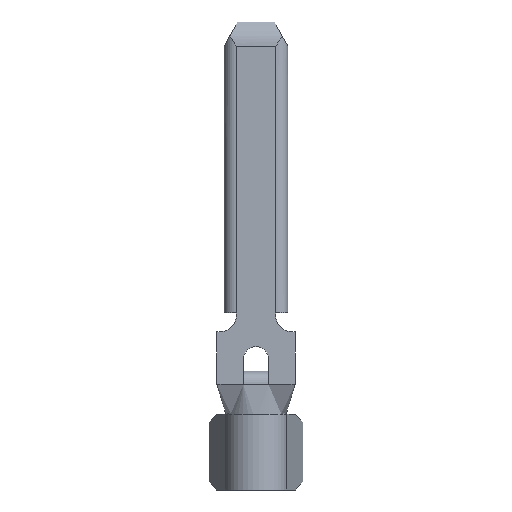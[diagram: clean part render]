
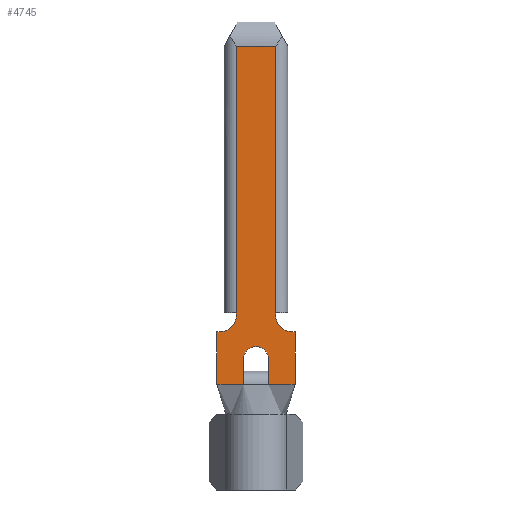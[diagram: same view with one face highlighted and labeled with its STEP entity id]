
A CAD part, front view. The second image highlights one B-rep face of the part: STEP entity #4745.
In plain terms, the highlighted planar face has unit normal (0, -1, 0).
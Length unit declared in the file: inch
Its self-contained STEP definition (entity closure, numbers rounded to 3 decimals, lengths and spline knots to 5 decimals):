
#4 = EDGE_CURVE ( 'NONE', #1588, #3945, #4357, .T. ) ;
#39 = CARTESIAN_POINT ( 'NONE',  ( 0.09625, -0.078, 0.26 ) ) ;
#67 = CARTESIAN_POINT ( 'NONE',  ( -0.0885, -0.078, 0.39 ) ) ;
#74 = ORIENTED_EDGE ( 'NONE', *, *, #4599, .F. ) ;
#93 = CARTESIAN_POINT ( 'NONE',  ( 0.031, -0.078, 0.293 ) ) ;
#119 = FACE_OUTER_BOUND ( 'NONE', #4247, .T. ) ;
#120 = CARTESIAN_POINT ( 'NONE',  ( -0.0485, -0.078, 0.437 ) ) ;
#126 = EDGE_CURVE ( 'NONE', #3111, #127, #3127, .T. ) ;
#127 = VERTEX_POINT ( 'NONE', #120 ) ;
#143 = CARTESIAN_POINT ( 'NONE',  ( 0.09625, -0.078, 0.39 ) ) ;
#161 = VECTOR ( 'NONE', #464, 39.37008 ) ;
#177 = PLANE ( 'NONE',  #1690 ) ;
#215 = VECTOR ( 'NONE', #4603, 39.37008 ) ;
#243 = DIRECTION ( 'NONE',  ( -1., 0., 0. ) ) ;
#309 = ORIENTED_EDGE ( 'NONE', *, *, #1964, .F. ) ;
#342 = VECTOR ( 'NONE', #243, 39.37008 ) ;
#403 = CIRCLE ( 'NONE', #3074, 0.04 ) ;
#464 = DIRECTION ( 'NONE',  ( 0., 0., -1. ) ) ;
#466 = CARTESIAN_POINT ( 'NONE',  ( -0.0485, -0.078, 0.437 ) ) ;
#468 = CARTESIAN_POINT ( 'NONE',  ( -0.09625, -0.078, 0.26 ) ) ;
#476 = ORIENTED_EDGE ( 'NONE', *, *, #1994, .F. ) ;
#479 = CARTESIAN_POINT ( 'NONE',  ( 0.031, -0.078, 0.26 ) ) ;
#499 = CARTESIAN_POINT ( 'NONE',  ( -0.031, -0.078, 0.322 ) ) ;
#596 = VERTEX_POINT ( 'NONE', #3984 ) ;
#599 = ORIENTED_EDGE ( 'NONE', *, *, #3660, .T. ) ;
#626 = EDGE_CURVE ( 'NONE', #966, #1862, #1954, .T. ) ;
#642 = LINE ( 'NONE', #2706, #4644 ) ;
#724 = ORIENTED_EDGE ( 'NONE', *, *, #2433, .T. ) ;
#730 = VERTEX_POINT ( 'NONE', #143 ) ;
#845 = DIRECTION ( 'NONE',  ( 0., 0., 1. ) ) ;
#855 = LINE ( 'NONE', #4163, #4757 ) ;
#866 = VECTOR ( 'NONE', #1238, 39.37008 ) ;
#930 = CARTESIAN_POINT ( 'NONE',  ( 0., -0.078, 0.353 ) ) ;
#952 = EDGE_CURVE ( 'NONE', #1424, #1615, #642, .T. ) ;
#966 = VERTEX_POINT ( 'NONE', #67 ) ;
#974 = CARTESIAN_POINT ( 'NONE',  ( 0.09625, -0.078, 0.39 ) ) ;
#1035 = EDGE_CURVE ( 'NONE', #966, #3111, #403, .T. ) ;
#1112 = LINE ( 'NONE', #2107, #4881 ) ;
#1138 = AXIS2_PLACEMENT_3D ( 'NONE', #3567, #1317, #3954 ) ;
#1140 = CARTESIAN_POINT ( 'NONE',  ( 0.0485, -0.078, 0.43 ) ) ;
#1198 = ORIENTED_EDGE ( 'NONE', *, *, #1035, .F. ) ;
#1229 = CIRCLE ( 'NONE', #1138, 0.031 ) ;
#1238 = DIRECTION ( 'NONE',  ( 0., 0., 1. ) ) ;
#1317 = DIRECTION ( 'NONE',  ( 0., 1., 0. ) ) ;
#1337 = LINE ( 'NONE', #4623, #3219 ) ;
#1341 = LINE ( 'NONE', #466, #215 ) ;
#1424 = VERTEX_POINT ( 'NONE', #3674 ) ;
#1482 = CIRCLE ( 'NONE', #2802, 0.031 ) ;
#1588 = VERTEX_POINT ( 'NONE', #1140 ) ;
#1602 = CARTESIAN_POINT ( 'NONE',  ( 0.0885, -0.078, 0.39 ) ) ;
#1615 = VERTEX_POINT ( 'NONE', #4529 ) ;
#1640 = EDGE_CURVE ( 'NONE', #596, #1615, #855, .T. ) ;
#1668 = DIRECTION ( 'NONE',  ( 0., 1., 0. ) ) ;
#1677 = CARTESIAN_POINT ( 'NONE',  ( -0.031, -0.078, 0.26 ) ) ;
#1690 = AXIS2_PLACEMENT_3D ( 'NONE', #4327, #2087, #4702 ) ;
#1747 = ORIENTED_EDGE ( 'NONE', *, *, #4, .F. ) ;
#1780 = CARTESIAN_POINT ( 'NONE',  ( 0.0485, -0.078, 0.43 ) ) ;
#1862 = VERTEX_POINT ( 'NONE', #2765 ) ;
#1865 = ORIENTED_EDGE ( 'NONE', *, *, #1640, .T. ) ;
#1954 = LINE ( 'NONE', #974, #3829 ) ;
#1964 = EDGE_CURVE ( 'NONE', #4102, #1862, #3571, .T. ) ;
#1968 = ORIENTED_EDGE ( 'NONE', *, *, #952, .F. ) ;
#1994 = EDGE_CURVE ( 'NONE', #3886, #2699, #1337, .T. ) ;
#2004 = CARTESIAN_POINT ( 'NONE',  ( -0.0485, -0.078, 0.43 ) ) ;
#2019 = DIRECTION ( 'NONE',  ( 0., -1., 0. ) ) ;
#2087 = DIRECTION ( 'NONE',  ( 0., 1., 0. ) ) ;
#2096 = ORIENTED_EDGE ( 'NONE', *, *, #126, .F. ) ;
#2107 = CARTESIAN_POINT ( 'NONE',  ( 0.09625, -0.078, 0.26 ) ) ;
#2141 = DIRECTION ( 'NONE',  ( 0., 0., 1. ) ) ;
#2185 = EDGE_CURVE ( 'NONE', #596, #1588, #3299, .T. ) ;
#2189 = LINE ( 'NONE', #93, #161 ) ;
#2196 = CARTESIAN_POINT ( 'NONE',  ( 0.0885, -0.078, 0.43 ) ) ;
#2267 = CARTESIAN_POINT ( 'NONE',  ( -0.0485, -0.078, 0.43 ) ) ;
#2295 = VECTOR ( 'NONE', #3832, 39.37008 ) ;
#2334 = AXIS2_PLACEMENT_3D ( 'NONE', #2196, #2572, #4809 ) ;
#2359 = DIRECTION ( 'NONE',  ( 0., 0., -1. ) ) ;
#2378 = ORIENTED_EDGE ( 'NONE', *, *, #2674, .T. ) ;
#2410 = LINE ( 'NONE', #3447, #2295 ) ;
#2433 = EDGE_CURVE ( 'NONE', #730, #3945, #3358, .T. ) ;
#2519 = ORIENTED_EDGE ( 'NONE', *, *, #3487, .T. ) ;
#2572 = DIRECTION ( 'NONE',  ( 0., -1., 0. ) ) ;
#2585 = VERTEX_POINT ( 'NONE', #3378 ) ;
#2611 = VECTOR ( 'NONE', #2359, 39.37008 ) ;
#2643 = EDGE_CURVE ( 'NONE', #2764, #4102, #2410, .T. ) ;
#2674 = EDGE_CURVE ( 'NONE', #2585, #2699, #2189, .T. ) ;
#2699 = VERTEX_POINT ( 'NONE', #479 ) ;
#2706 = CARTESIAN_POINT ( 'NONE',  ( -0.25, -0.078, 1.093 ) ) ;
#2764 = VERTEX_POINT ( 'NONE', #1677 ) ;
#2765 = CARTESIAN_POINT ( 'NONE',  ( -0.09625, -0.078, 0.39 ) ) ;
#2802 = AXIS2_PLACEMENT_3D ( 'NONE', #3901, #1668, #4275 ) ;
#3074 = AXIS2_PLACEMENT_3D ( 'NONE', #4261, #2019, #4634 ) ;
#3085 = DIRECTION ( 'NONE',  ( 1., 0., 0. ) ) ;
#3111 = VERTEX_POINT ( 'NONE', #2267 ) ;
#3127 = LINE ( 'NONE', #2004, #866 ) ;
#3219 = VECTOR ( 'NONE', #4244, 39.37008 ) ;
#3270 = ORIENTED_EDGE ( 'NONE', *, *, #2643, .F. ) ;
#3282 = CARTESIAN_POINT ( 'NONE',  ( -0.09625, -0.078, 0.26 ) ) ;
#3299 = LINE ( 'NONE', #1780, #4420 ) ;
#3358 = LINE ( 'NONE', #4381, #342 ) ;
#3378 = CARTESIAN_POINT ( 'NONE',  ( 0.031, -0.078, 0.322 ) ) ;
#3429 = EDGE_CURVE ( 'NONE', #3484, #2764, #3714, .T. ) ;
#3447 = CARTESIAN_POINT ( 'NONE',  ( 0.09625, -0.078, 0.26 ) ) ;
#3484 = VERTEX_POINT ( 'NONE', #499 ) ;
#3487 = EDGE_CURVE ( 'NONE', #3611, #2585, #1482, .T. ) ;
#3567 = CARTESIAN_POINT ( 'NONE',  ( 0., -0.078, 0.322 ) ) ;
#3571 = LINE ( 'NONE', #468, #4339 ) ;
#3580 = EDGE_CURVE ( 'NONE', #3484, #3611, #1229, .T. ) ;
#3611 = VERTEX_POINT ( 'NONE', #930 ) ;
#3613 = DIRECTION ( 'NONE',  ( -1., 0., 0. ) ) ;
#3660 = EDGE_CURVE ( 'NONE', #3886, #730, #1112, .T. ) ;
#3674 = CARTESIAN_POINT ( 'NONE',  ( -0.0485, -0.078, 1.093 ) ) ;
#3714 = LINE ( 'NONE', #4229, #2611 ) ;
#3739 = ORIENTED_EDGE ( 'NONE', *, *, #2185, .F. ) ;
#3829 = VECTOR ( 'NONE', #3613, 39.37008 ) ;
#3832 = DIRECTION ( 'NONE',  ( -1., 0., 0. ) ) ;
#3886 = VERTEX_POINT ( 'NONE', #39 ) ;
#3901 = CARTESIAN_POINT ( 'NONE',  ( 0., -0.078, 0.322 ) ) ;
#3945 = VERTEX_POINT ( 'NONE', #1602 ) ;
#3954 = DIRECTION ( 'NONE',  ( 0., 0., 1. ) ) ;
#3984 = CARTESIAN_POINT ( 'NONE',  ( 0.0485, -0.078, 0.437 ) ) ;
#4102 = VERTEX_POINT ( 'NONE', #3282 ) ;
#4163 = CARTESIAN_POINT ( 'NONE',  ( 0.0485, -0.078, 0.437 ) ) ;
#4196 = ORIENTED_EDGE ( 'NONE', *, *, #626, .T. ) ;
#4229 = CARTESIAN_POINT ( 'NONE',  ( -0.031, -0.078, 0.293 ) ) ;
#4244 = DIRECTION ( 'NONE',  ( -1., 0., 0. ) ) ;
#4247 = EDGE_LOOP ( 'NONE', ( #2378, #476, #599, #724, #1747, #3739, #1865, #1968, #74, #2096, #1198, #4196, #309, #3270, #4267, #4392, #2519 ) ) ;
#4261 = CARTESIAN_POINT ( 'NONE',  ( -0.0885, -0.078, 0.43 ) ) ;
#4267 = ORIENTED_EDGE ( 'NONE', *, *, #3429, .F. ) ;
#4275 = DIRECTION ( 'NONE',  ( 0., 0., 1. ) ) ;
#4327 = CARTESIAN_POINT ( 'NONE',  ( 0.09625, -0.078, 0.26 ) ) ;
#4339 = VECTOR ( 'NONE', #845, 39.37008 ) ;
#4345 = DIRECTION ( 'NONE',  ( 0., 0., 1. ) ) ;
#4357 = CIRCLE ( 'NONE', #2334, 0.04 ) ;
#4381 = CARTESIAN_POINT ( 'NONE',  ( 0.09625, -0.078, 0.39 ) ) ;
#4392 = ORIENTED_EDGE ( 'NONE', *, *, #3580, .T. ) ;
#4397 = DIRECTION ( 'NONE',  ( 0., 0., -1. ) ) ;
#4420 = VECTOR ( 'NONE', #4397, 39.37008 ) ;
#4529 = CARTESIAN_POINT ( 'NONE',  ( 0.0485, -0.078, 1.093 ) ) ;
#4599 = EDGE_CURVE ( 'NONE', #127, #1424, #1341, .T. ) ;
#4603 = DIRECTION ( 'NONE',  ( 0., 0., 1. ) ) ;
#4623 = CARTESIAN_POINT ( 'NONE',  ( 0.09625, -0.078, 0.26 ) ) ;
#4634 = DIRECTION ( 'NONE',  ( 0., 0., -1. ) ) ;
#4644 = VECTOR ( 'NONE', #3085, 39.37008 ) ;
#4702 = DIRECTION ( 'NONE',  ( 0., 0., 1. ) ) ;
#4745 = ADVANCED_FACE ( 'NONE', ( #119 ), #177, .F. ) ;
#4757 = VECTOR ( 'NONE', #2141, 39.37008 ) ;
#4809 = DIRECTION ( 'NONE',  ( 0., 0., -1. ) ) ;
#4881 = VECTOR ( 'NONE', #4345, 39.37008 ) ;
